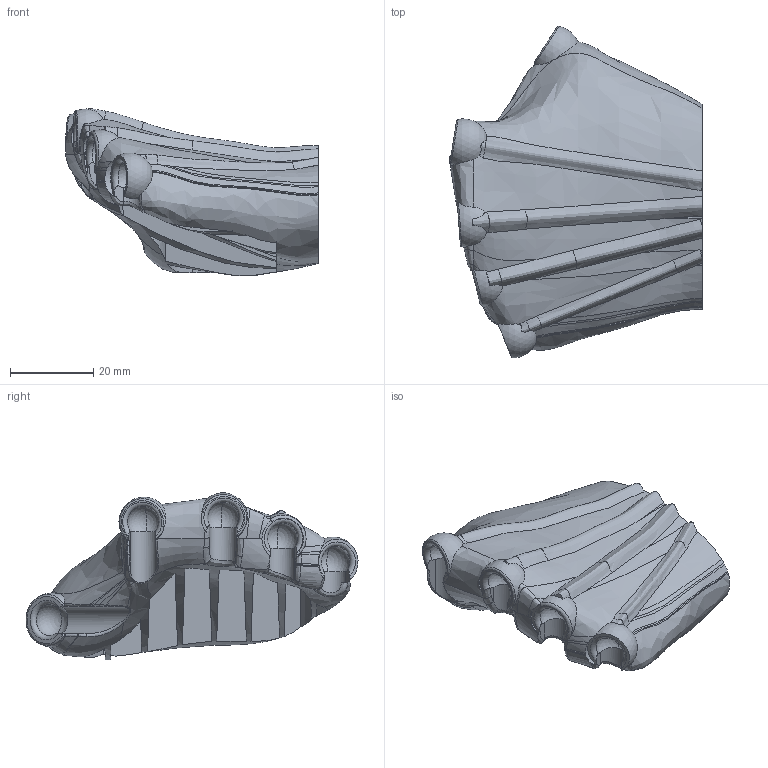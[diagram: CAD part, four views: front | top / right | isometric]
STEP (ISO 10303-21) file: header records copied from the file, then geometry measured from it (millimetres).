
FILE_DESCRIPTION((''),'2;1');
FILE_NAME('HAND-GUGE001','2017-10-02T',('Aibi'),(''),'PRO/ENGINEER BY PARAMETRIC TECHNOLOGY CORPORATION, 2010280','PRO/ENGINEER BY PARAMETRIC TECHNOLOGY CORPORATION, 2010280','');
FILE_SCHEMA(('CONFIG_CONTROL_DESIGN'));
Length unit declared in the file: millimetre
Products named in the file (1): HAND-GUGE001
Bounding box: 60.81 x 79.81 x 40.32 mm (x, y, z)
Volume: 39026.1 mm3; surface area: 21816.2 mm2
Topology: 1 solids, 1 shells, 219 faces, 625 edges, 401 vertices
Faces by surface type: bspline 120, plane 47, sphere 17, extrusion 14, torus 11, cylinder 10
Entity records: 27210 total; most frequent: CARTESIAN_POINT 22773, ORIENTED_EDGE 1224, EDGE_CURVE 612, B_SPLINE_CURVE_WITH_KNOTS 480, DIRECTION 434, VERTEX_POINT 401, EDGE_LOOP 225, FACE_OUTER_BOUND 219
